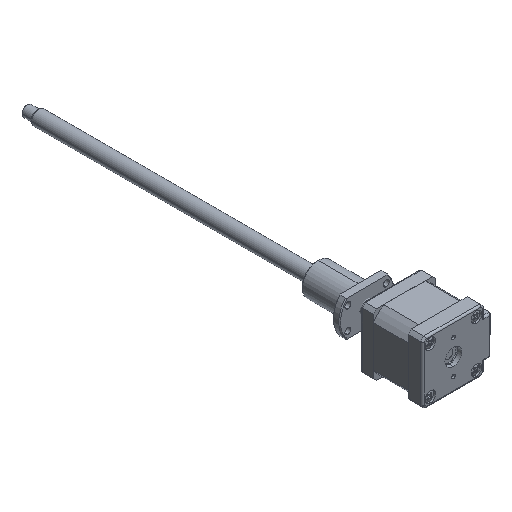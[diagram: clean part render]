
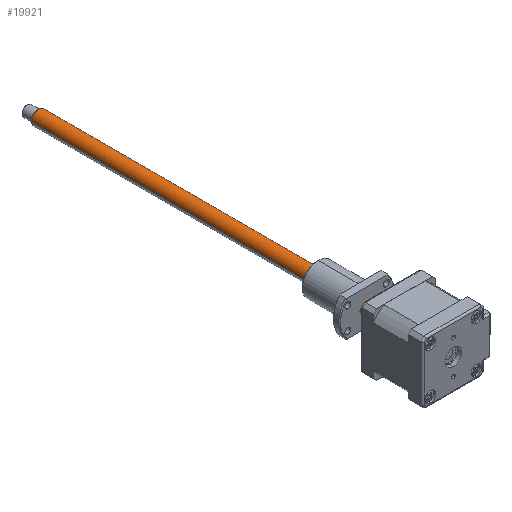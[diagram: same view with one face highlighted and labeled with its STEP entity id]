
A CAD part, isometric view. The second image highlights one B-rep face of the part: STEP entity #19921.
In plain terms, the highlighted cylindrical face has radius 4 mm (diameter 8 mm), a partial arc.
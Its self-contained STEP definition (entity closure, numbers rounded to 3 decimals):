
#2436 = DIRECTION ( 'NONE',  ( 0., -1., 0. ) ) ;
#3638 = DIRECTION ( 'NONE',  ( 0., -1., 0. ) ) ;
#4650 = AXIS2_PLACEMENT_3D ( 'NONE', #40801, #3638, #14138 ) ;
#4686 = DIRECTION ( 'NONE',  ( 0., -1., 0. ) ) ;
#4799 = ORIENTED_EDGE ( 'NONE', *, *, #42518, .F. ) ;
#4825 = CARTESIAN_POINT ( 'NONE',  ( -8.709, 215.993, 16.638 ) ) ;
#7632 = VECTOR ( 'NONE', #20178, 1000. ) ;
#8703 = AXIS2_PLACEMENT_3D ( 'NONE', #17832, #20940, #28202 ) ;
#8705 = ORIENTED_EDGE ( 'NONE', *, *, #36021, .F. ) ;
#9004 = VERTEX_POINT ( 'NONE', #23459 ) ;
#10359 = AXIS2_PLACEMENT_3D ( 'NONE', #29528, #2436, #22726 ) ;
#12759 = CARTESIAN_POINT ( 'NONE',  ( -0.709, 15.993, 16.638 ) ) ;
#13662 = CARTESIAN_POINT ( 'NONE',  ( -0.709, 215.993, 16.638 ) ) ;
#13774 = FACE_OUTER_BOUND ( 'NONE', #18097, .T. ) ;
#14138 = DIRECTION ( 'NONE',  ( 1., 0., 0. ) ) ;
#17832 = CARTESIAN_POINT ( 'NONE',  ( -4.709, 215.993, 16.638 ) ) ;
#18097 = EDGE_LOOP ( 'NONE', ( #8705, #42129, #26755, #4799 ) ) ;
#19921 = ADVANCED_FACE ( 'NONE', ( #13774 ), #31831, .T. ) ;
#20178 = DIRECTION ( 'NONE',  ( 0., -1., 0. ) ) ;
#20940 = DIRECTION ( 'NONE',  ( 0., -1., 0. ) ) ;
#21078 = EDGE_CURVE ( 'NONE', #9004, #28243, #41721, .T. ) ;
#22146 = VERTEX_POINT ( 'NONE', #36222 ) ;
#22378 = VERTEX_POINT ( 'NONE', #12759 ) ;
#22726 = DIRECTION ( 'NONE',  ( -1., 0., 0. ) ) ;
#23459 = CARTESIAN_POINT ( 'NONE',  ( -8.709, 214.993, 16.638 ) ) ;
#26755 = ORIENTED_EDGE ( 'NONE', *, *, #21078, .T. ) ;
#28202 = DIRECTION ( 'NONE',  ( -1., 0., 0. ) ) ;
#28243 = VERTEX_POINT ( 'NONE', #43073 ) ;
#29528 = CARTESIAN_POINT ( 'NONE',  ( -4.709, 15.993, 16.638 ) ) ;
#31709 = VECTOR ( 'NONE', #4686, 1000. ) ;
#31831 = CYLINDRICAL_SURFACE ( 'NONE', #8703, 4. ) ;
#32964 = EDGE_CURVE ( 'NONE', #22146, #9004, #39456, .T. ) ;
#33015 = CIRCLE ( 'NONE', #10359, 4. ) ;
#33079 = LINE ( 'NONE', #13662, #7632 ) ;
#36021 = EDGE_CURVE ( 'NONE', #22146, #22378, #33079, .T. ) ;
#36222 = CARTESIAN_POINT ( 'NONE',  ( -0.709, 214.993, 16.638 ) ) ;
#39456 = CIRCLE ( 'NONE', #4650, 4. ) ;
#40801 = CARTESIAN_POINT ( 'NONE',  ( -4.709, 214.993, 16.638 ) ) ;
#41721 = LINE ( 'NONE', #4825, #31709 ) ;
#42129 = ORIENTED_EDGE ( 'NONE', *, *, #32964, .T. ) ;
#42518 = EDGE_CURVE ( 'NONE', #22378, #28243, #33015, .T. ) ;
#43073 = CARTESIAN_POINT ( 'NONE',  ( -8.709, 15.993, 16.638 ) ) ;
